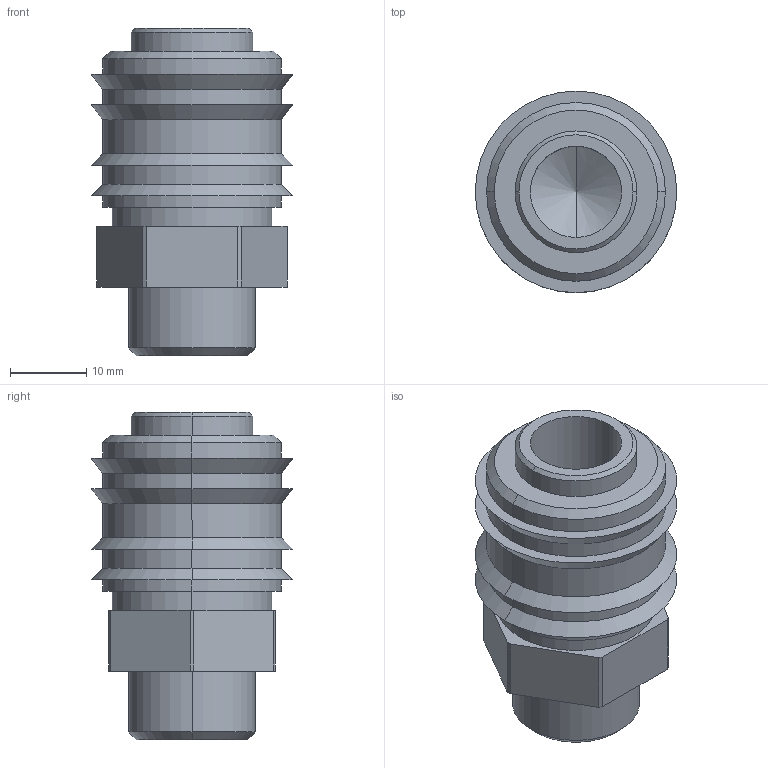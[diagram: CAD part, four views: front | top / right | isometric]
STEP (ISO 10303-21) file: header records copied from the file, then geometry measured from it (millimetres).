
FILE_DESCRIPTION(('Creo Elements/Direct Modeling STEP Export'),'2;1');
FILE_NAME('44.0366_Schnellverschlusskupplung_3-8-Zoll.stp','2022-03-21T 9:03:06',(''),(''),'PTC Creo Elements/Direct Modeling STEP processor for AP214 (Solid Model)','PTC Creo Elements/Direct Modeling 19.0C 15-Aug-2015 (C) Parametric Technology GmbH','');
FILE_SCHEMA(('AUTOMOTIVE_DESIGN { 1 0 10303 214 1 1 1 1 }'));
Length unit declared in the file: millimetre
Products named in the file (1): Schnellverschlusskupplung_38_44.0366_PX175622
Bounding box: 26.5 x 26.5 x 43 mm (x, y, z)
Volume: 14148.7 mm3; surface area: 5081.6 mm2
Topology: 1 solids, 1 shells, 56 faces, 134 edges, 87 vertices
Faces by surface type: cylinder 24, plane 16, cone 16
Entity records: 1499 total; most frequent: ORIENTED_EDGE 264, DIRECTION 246, CARTESIAN_POINT 239, EDGE_CURVE 132, AXIS2_PLACEMENT_3D 94, VERTEX_POINT 87, EDGE_LOOP 65, VECTOR 58
